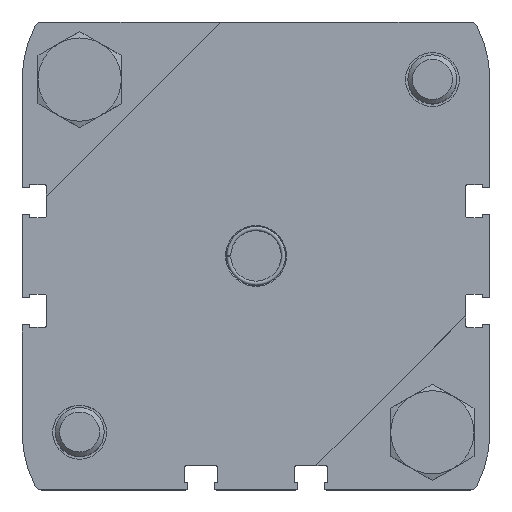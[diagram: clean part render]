
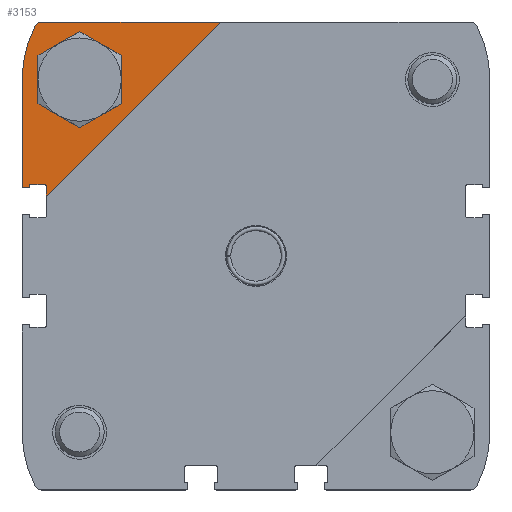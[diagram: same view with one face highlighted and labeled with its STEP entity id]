
A CAD part, top view. The second image highlights one B-rep face of the part: STEP entity #3153.
In plain terms, the highlighted planar face has unit normal (0, 0, 1).
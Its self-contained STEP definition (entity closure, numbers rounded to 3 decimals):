
#120=CIRCLE('',#3301,1.55);
#122=CIRCLE('',#3304,23.9);
#124=CIRCLE('',#3308,0.4);
#126=CIRCLE('',#3312,0.2);
#128=CIRCLE('',#3316,0.2);
#130=CIRCLE('',#3320,0.4);
#135=CIRCLE('',#3328,5.5);
#1028=ORIENTED_EDGE('',*,*,#1341,.F.);
#1029=ORIENTED_EDGE('',*,*,#1302,.T.);
#1030=ORIENTED_EDGE('',*,*,#1303,.T.);
#1031=ORIENTED_EDGE('',*,*,#1306,.T.);
#1032=ORIENTED_EDGE('',*,*,#1309,.T.);
#1033=ORIENTED_EDGE('',*,*,#1312,.T.);
#1034=ORIENTED_EDGE('',*,*,#1315,.T.);
#1035=ORIENTED_EDGE('',*,*,#1318,.T.);
#1036=ORIENTED_EDGE('',*,*,#1321,.T.);
#1037=ORIENTED_EDGE('',*,*,#1325,.F.);
#1038=ORIENTED_EDGE('',*,*,#1327,.T.);
#1039=ORIENTED_EDGE('',*,*,#1331,.F.);
#1040=ORIENTED_EDGE('',*,*,#1334,.T.);
#1041=ORIENTED_EDGE('',*,*,#1585,.F.);
#1302=EDGE_CURVE('',#1726,#1730,#2031,.T.);
#1303=EDGE_CURVE('',#1730,#1731,#120,.T.);
#1306=EDGE_CURVE('',#1731,#1733,#122,.T.);
#1309=EDGE_CURVE('',#1733,#1735,#2034,.T.);
#1312=EDGE_CURVE('',#1735,#1737,#124,.T.);
#1315=EDGE_CURVE('',#1737,#1739,#2038,.T.);
#1318=EDGE_CURVE('',#1739,#1741,#126,.T.);
#1321=EDGE_CURVE('',#1741,#1743,#2042,.T.);
#1325=EDGE_CURVE('',#1745,#1743,#128,.T.);
#1327=EDGE_CURVE('',#1745,#1747,#2046,.T.);
#1331=EDGE_CURVE('',#1749,#1747,#130,.T.);
#1334=EDGE_CURVE('',#1749,#1751,#2051,.T.);
#1341=EDGE_CURVE('',#1758,#1758,#135,.T.);
#1585=EDGE_CURVE('',#1726,#1751,#2204,.T.);
#1726=VERTEX_POINT('',#4725);
#1730=VERTEX_POINT('',#4733);
#1731=VERTEX_POINT('',#4737);
#1733=VERTEX_POINT('',#4743);
#1735=VERTEX_POINT('',#4749);
#1737=VERTEX_POINT('',#4755);
#1739=VERTEX_POINT('',#4761);
#1741=VERTEX_POINT('',#4767);
#1743=VERTEX_POINT('',#4773);
#1745=VERTEX_POINT('',#4779);
#1747=VERTEX_POINT('',#4785);
#1749=VERTEX_POINT('',#4791);
#1751=VERTEX_POINT('',#4797);
#1758=VERTEX_POINT('',#4814);
#2031=LINE('',#4734,#2289);
#2034=LINE('',#4748,#2292);
#2038=LINE('',#4760,#2296);
#2042=LINE('',#4772,#2300);
#2046=LINE('',#4784,#2304);
#2051=LINE('',#4799,#2309);
#2204=LINE('',#5313,#2462);
#2289=VECTOR('',#3750,1000.);
#2292=VECTOR('',#3767,1000.);
#2296=VECTOR('',#3779,1000.);
#2300=VECTOR('',#3791,1000.);
#2304=VECTOR('',#3803,1000.);
#2309=VECTOR('',#3816,1000.);
#2462=VECTOR('',#4355,1000.);
#2644=EDGE_LOOP('',(#1028));
#2645=EDGE_LOOP('',(#1029,#1030,#1031,#1032,#1033,#1034,#1035,#1036,#1037,
#1038,#1039,#1040,#1041));
#2864=FACE_BOUND('',#2644,.T.);
#2865=FACE_BOUND('',#2645,.T.);
#2998=PLANE('',#3515);
#3153=ADVANCED_FACE('',(#2864,#2865),#2998,.T.);
#3301=AXIS2_PLACEMENT_3D('',#4736,#3753,#3754);
#3304=AXIS2_PLACEMENT_3D('',#4742,#3760,#3761);
#3308=AXIS2_PLACEMENT_3D('',#4754,#3772,#3773);
#3312=AXIS2_PLACEMENT_3D('',#4766,#3784,#3785);
#3316=AXIS2_PLACEMENT_3D('',#4781,#3797,#3798);
#3320=AXIS2_PLACEMENT_3D('',#4793,#3809,#3810);
#3328=AXIS2_PLACEMENT_3D('',#4813,#3830,#3831);
#3515=AXIS2_PLACEMENT_3D('',#5312,#4353,#4354);
#3750=DIRECTION('',(-1.,0.,0.));
#3753=DIRECTION('',(0.,0.,1.));
#3754=DIRECTION('',(1.,0.,0.));
#3760=DIRECTION('',(0.,0.,1.));
#3761=DIRECTION('',(1.,0.,0.));
#3767=DIRECTION('',(0.,-1.,0.));
#3772=DIRECTION('',(0.,0.,1.));
#3773=DIRECTION('',(1.,0.,0.));
#3779=DIRECTION('',(1.,0.,0.));
#3784=DIRECTION('',(0.,0.,1.));
#3785=DIRECTION('',(1.,0.,0.));
#3791=DIRECTION('',(0.,1.,0.));
#3797=DIRECTION('',(0.,0.,1.));
#3798=DIRECTION('',(1.,0.,0.));
#3803=DIRECTION('',(1.,0.,0.));
#3809=DIRECTION('',(0.,0.,1.));
#3810=DIRECTION('',(1.,0.,0.));
#3816=DIRECTION('',(0.,-1.,0.));
#3830=DIRECTION('',(0.,0.,1.));
#3831=DIRECTION('',(1.,0.,0.));
#4353=DIRECTION('',(0.,0.,1.));
#4354=DIRECTION('',(1.,0.,0.));
#4355=DIRECTION('',(-0.707,-0.707,0.));
#4725=CARTESIAN_POINT('',(-7.279,47.75,7.));
#4733=CARTESIAN_POINT('',(-43.737,47.75,7.));
#4734=CARTESIAN_POINT('',(43.737,47.75,7.));
#4736=CARTESIAN_POINT('',(-43.737,46.2,7.));
#4737=CARTESIAN_POINT('',(-45.116,46.907,7.));
#4742=CARTESIAN_POINT('',(-23.85,36.,7.));
#4743=CARTESIAN_POINT('',(-47.75,36.,7.));
#4748=CARTESIAN_POINT('',(-47.75,36.,7.));
#4749=CARTESIAN_POINT('',(-47.75,14.3,7.));
#4754=CARTESIAN_POINT('',(-47.35,14.3,7.));
#4755=CARTESIAN_POINT('',(-47.35,13.9,7.));
#4760=CARTESIAN_POINT('',(-47.35,13.9,7.));
#4761=CARTESIAN_POINT('',(-46.4,13.9,7.));
#4766=CARTESIAN_POINT('',(-46.4,14.1,7.));
#4767=CARTESIAN_POINT('',(-46.2,14.1,7.));
#4772=CARTESIAN_POINT('',(-46.2,14.1,7.));
#4773=CARTESIAN_POINT('',(-46.2,14.4,7.));
#4779=CARTESIAN_POINT('',(-46.,14.6,7.));
#4781=CARTESIAN_POINT('',(-46.,14.4,7.));
#4784=CARTESIAN_POINT('',(-46.,14.6,7.));
#4785=CARTESIAN_POINT('',(-43.2,14.6,7.));
#4791=CARTESIAN_POINT('',(-42.8,14.2,7.));
#4793=CARTESIAN_POINT('',(-43.2,14.2,7.));
#4797=CARTESIAN_POINT('',(-42.8,12.229,7.));
#4799=CARTESIAN_POINT('',(-42.8,14.2,7.));
#4813=CARTESIAN_POINT('',(-36.,36.,7.));
#4814=CARTESIAN_POINT('',(-30.5,36.,7.));
#5312=CARTESIAN_POINT('',(0.,0.,7.));
#5313=CARTESIAN_POINT('',(-5.279,49.75,7.));
